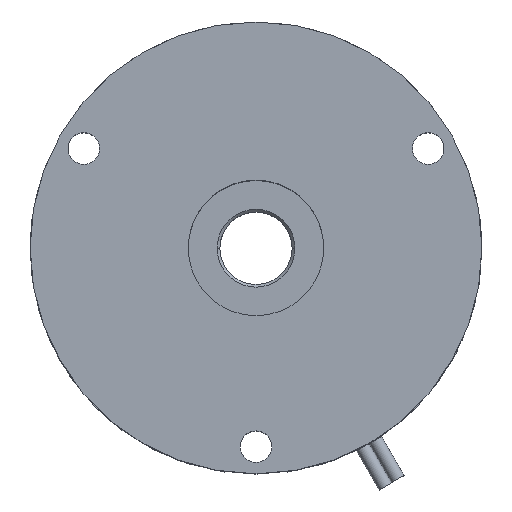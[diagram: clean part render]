
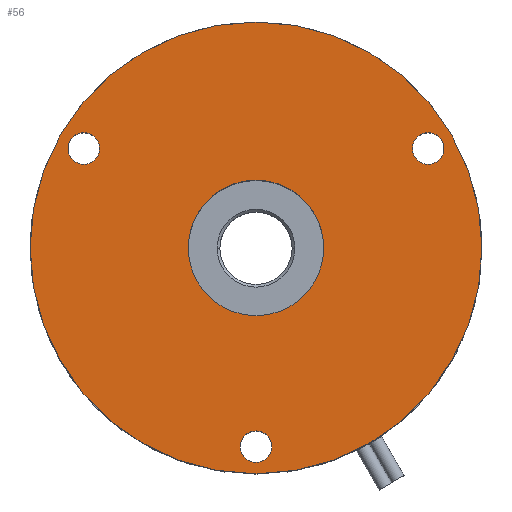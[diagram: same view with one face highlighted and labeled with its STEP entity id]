
A CAD part, top view. The second image highlights one B-rep face of the part: STEP entity #56.
In plain terms, the highlighted planar face has unit normal (0, 0, 1).
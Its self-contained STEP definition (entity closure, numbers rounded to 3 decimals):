
#6 = EDGE_LOOP ( 'NONE', ( #179, #340 ) ) ;
#7 = ORIENTED_EDGE ( 'NONE', *, *, #237, .T. ) ;
#23 = EDGE_LOOP ( 'NONE', ( #7, #394 ) ) ;
#28 = EDGE_CURVE ( 'NONE', #1812, #1805, #2058, .T. ) ;
#29 = ORIENTED_EDGE ( 'NONE', *, *, #1802, .T. ) ;
#30 = EDGE_LOOP ( 'NONE', ( #31, #236 ) ) ;
#31 = ORIENTED_EDGE ( 'NONE', *, *, #32, .T. ) ;
#32 = EDGE_CURVE ( 'NONE', #1795, #1757, #2052, .T. ) ;
#33 = ORIENTED_EDGE ( 'NONE', *, *, #44, .T. ) ;
#44 = EDGE_CURVE ( 'NONE', #1644, #1643, #2044, .T. ) ;
#45 = ORIENTED_EDGE ( 'NONE', *, *, #1646, .T. ) ;
#46 = EDGE_LOOP ( 'NONE', ( #47, #29 ) ) ;
#47 = ORIENTED_EDGE ( 'NONE', *, *, #28, .T. ) ;
#56 = ADVANCED_FACE ( 'NONE', ( #2035, #2030, #2029, #2028, #2027 ), #2026, .T. ) ;
#76 = EDGE_LOOP ( 'NONE', ( #33, #45 ) ) ;
#179 = ORIENTED_EDGE ( 'NONE', *, *, #1677, .F. ) ;
#236 = ORIENTED_EDGE ( 'NONE', *, *, #1766, .T. ) ;
#237 = EDGE_CURVE ( 'NONE', #1694, #1693, #2285, .T. ) ;
#340 = ORIENTED_EDGE ( 'NONE', *, *, #342, .F. ) ;
#342 = EDGE_CURVE ( 'NONE', #1776, #1676, #2490, .T. ) ;
#394 = ORIENTED_EDGE ( 'NONE', *, *, #1692, .T. ) ;
#1643 = VERTEX_POINT ( 'NONE', #4671 ) ;
#1644 = VERTEX_POINT ( 'NONE', #4670 ) ;
#1646 = EDGE_CURVE ( 'NONE', #1643, #1644, #4669, .T. ) ;
#1676 = VERTEX_POINT ( 'NONE', #4966 ) ;
#1677 = EDGE_CURVE ( 'NONE', #1676, #1776, #4867, .T. ) ;
#1692 = EDGE_CURVE ( 'NONE', #1693, #1694, #4953, .T. ) ;
#1693 = VERTEX_POINT ( 'NONE', #4882 ) ;
#1694 = VERTEX_POINT ( 'NONE', #4881 ) ;
#1757 = VERTEX_POINT ( 'NONE', #5199 ) ;
#1766 = EDGE_CURVE ( 'NONE', #1757, #1795, #5228, .T. ) ;
#1776 = VERTEX_POINT ( 'NONE', #5129 ) ;
#1795 = VERTEX_POINT ( 'NONE', #5040 ) ;
#1802 = EDGE_CURVE ( 'NONE', #1805, #1812, #5215, .T. ) ;
#1805 = VERTEX_POINT ( 'NONE', #5167 ) ;
#1812 = VERTEX_POINT ( 'NONE', #5074 ) ;
#2022 = DIRECTION ( 'NONE',  ( -0.5, -0.866, 0. ) ) ;
#2023 = DIRECTION ( 'NONE',  ( 0., 0., 1. ) ) ;
#2024 = CARTESIAN_POINT ( 'NONE',  ( 0., 0., 21.6 ) ) ;
#2025 = AXIS2_PLACEMENT_3D ( 'NONE', #2024, #2023, #2022 ) ;
#2026 = PLANE ( 'NONE',  #2025 ) ;
#2027 = FACE_BOUND ( 'NONE', #6, .T. ) ;
#2028 = FACE_OUTER_BOUND ( 'NONE', #23, .T. ) ;
#2029 = FACE_BOUND ( 'NONE', #30, .T. ) ;
#2030 = FACE_BOUND ( 'NONE', #46, .T. ) ;
#2035 = FACE_BOUND ( 'NONE', #76, .T. ) ;
#2040 = DIRECTION ( 'NONE',  ( 0.5, -0.866, 0. ) ) ;
#2041 = DIRECTION ( 'NONE',  ( 0., 0., -1. ) ) ;
#2042 = CARTESIAN_POINT ( 'NONE',  ( 19.053, 11., 21.6 ) ) ;
#2043 = AXIS2_PLACEMENT_3D ( 'NONE', #2042, #2041, #2040 ) ;
#2044 = CIRCLE ( 'NONE', #2043, 1.75 ) ;
#2049 = DIRECTION ( 'NONE',  ( 0.5, 0.866, 0. ) ) ;
#2050 = DIRECTION ( 'NONE',  ( 0., 0., -1. ) ) ;
#2051 = AXIS2_PLACEMENT_3D ( 'NONE', #2059, #2050, #2049 ) ;
#2052 = CIRCLE ( 'NONE', #2051, 1.75 ) ;
#2054 = DIRECTION ( 'NONE',  ( -1., 0., 0. ) ) ;
#2055 = DIRECTION ( 'NONE',  ( 0., 0., -1. ) ) ;
#2056 = CARTESIAN_POINT ( 'NONE',  ( 0., -22., 21.6 ) ) ;
#2057 = AXIS2_PLACEMENT_3D ( 'NONE', #2056, #2055, #2054 ) ;
#2058 = CIRCLE ( 'NONE', #2057, 1.75 ) ;
#2059 = CARTESIAN_POINT ( 'NONE',  ( -19.053, 11., 21.6 ) ) ;
#2285 = CIRCLE ( 'NONE', #2364, 25. ) ;
#2361 = DIRECTION ( 'NONE',  ( -0.5, -0.866, 0. ) ) ;
#2362 = DIRECTION ( 'NONE',  ( 0., 0., 1. ) ) ;
#2363 = CARTESIAN_POINT ( 'NONE',  ( 0., 0., 21.6 ) ) ;
#2364 = AXIS2_PLACEMENT_3D ( 'NONE', #2363, #2362, #2361 ) ;
#2474 = CARTESIAN_POINT ( 'NONE',  ( 0., 0., 21.6 ) ) ;
#2487 = DIRECTION ( 'NONE',  ( -0.5, -0.866, 0. ) ) ;
#2488 = DIRECTION ( 'NONE',  ( 0., 0., 1. ) ) ;
#2489 = AXIS2_PLACEMENT_3D ( 'NONE', #2474, #2488, #2487 ) ;
#2490 = CIRCLE ( 'NONE', #2489, 7.5 ) ;
#3677 = DIRECTION ( 'NONE',  ( 0.5, -0.866, 0. ) ) ;
#4666 = DIRECTION ( 'NONE',  ( 0., 0., -1. ) ) ;
#4667 = CARTESIAN_POINT ( 'NONE',  ( 19.053, 11., 21.6 ) ) ;
#4668 = AXIS2_PLACEMENT_3D ( 'NONE', #4667, #4666, #3677 ) ;
#4669 = CIRCLE ( 'NONE', #4668, 1.75 ) ;
#4670 = CARTESIAN_POINT ( 'NONE',  ( 19.928, 12.516, 21.6 ) ) ;
#4671 = CARTESIAN_POINT ( 'NONE',  ( 18.178, 9.484, 21.6 ) ) ;
#4863 = DIRECTION ( 'NONE',  ( -0.5, -0.866, 0. ) ) ;
#4864 = DIRECTION ( 'NONE',  ( 0., 0., 1. ) ) ;
#4865 = CARTESIAN_POINT ( 'NONE',  ( 0., 0., 21.6 ) ) ;
#4866 = AXIS2_PLACEMENT_3D ( 'NONE', #4865, #4864, #4863 ) ;
#4867 = CIRCLE ( 'NONE', #4866, 7.5 ) ;
#4881 = CARTESIAN_POINT ( 'NONE',  ( 12.5, 21.651, 21.6 ) ) ;
#4882 = CARTESIAN_POINT ( 'NONE',  ( -12.5, -21.651, 21.6 ) ) ;
#4949 = DIRECTION ( 'NONE',  ( -0.5, -0.866, 0. ) ) ;
#4950 = DIRECTION ( 'NONE',  ( 0., 0., 1. ) ) ;
#4951 = CARTESIAN_POINT ( 'NONE',  ( 0., 0., 21.6 ) ) ;
#4952 = AXIS2_PLACEMENT_3D ( 'NONE', #4951, #4950, #4949 ) ;
#4953 = CIRCLE ( 'NONE', #4952, 25. ) ;
#4966 = CARTESIAN_POINT ( 'NONE',  ( 3.75, 6.495, 21.6 ) ) ;
#5040 = CARTESIAN_POINT ( 'NONE',  ( -18.178, 12.516, 21.6 ) ) ;
#5074 = CARTESIAN_POINT ( 'NONE',  ( 0.875, -20.484, 21.6 ) ) ;
#5129 = CARTESIAN_POINT ( 'NONE',  ( -3.75, -6.495, 21.6 ) ) ;
#5133 = DIRECTION ( 'NONE',  ( 0.5, 0.866, 0. ) ) ;
#5134 = DIRECTION ( 'NONE',  ( 0., 0., -1. ) ) ;
#5135 = CARTESIAN_POINT ( 'NONE',  ( -19.053, 11., 21.6 ) ) ;
#5167 = CARTESIAN_POINT ( 'NONE',  ( -0.875, -23.516, 21.6 ) ) ;
#5199 = CARTESIAN_POINT ( 'NONE',  ( -19.928, 9.484, 21.6 ) ) ;
#5211 = DIRECTION ( 'NONE',  ( -1., 0., 0. ) ) ;
#5212 = DIRECTION ( 'NONE',  ( 0., 0., -1. ) ) ;
#5213 = CARTESIAN_POINT ( 'NONE',  ( 0., -22., 21.6 ) ) ;
#5214 = AXIS2_PLACEMENT_3D ( 'NONE', #5213, #5212, #5211 ) ;
#5215 = CIRCLE ( 'NONE', #5214, 1.75 ) ;
#5227 = AXIS2_PLACEMENT_3D ( 'NONE', #5135, #5134, #5133 ) ;
#5228 = CIRCLE ( 'NONE', #5227, 1.75 ) ;
